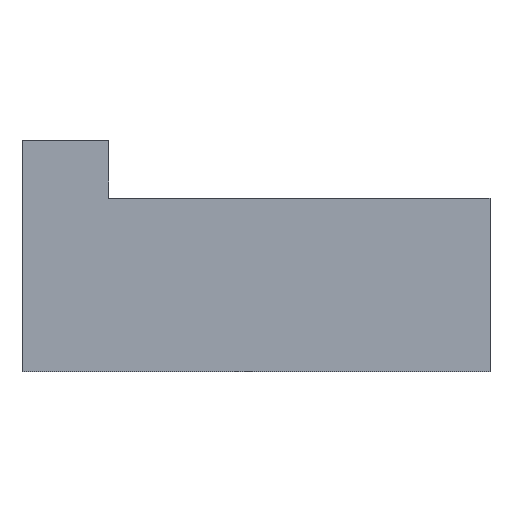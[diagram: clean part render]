
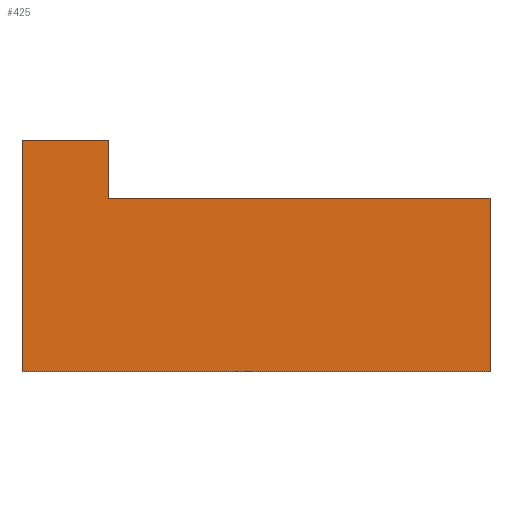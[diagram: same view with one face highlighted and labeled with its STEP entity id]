
A CAD part, front view. The second image highlights one B-rep face of the part: STEP entity #425.
In plain terms, the highlighted planar face has unit normal (0, -1, 0).
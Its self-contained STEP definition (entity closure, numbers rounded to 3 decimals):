
#44=PLANE('',#486);
#69=FACE_OUTER_BOUND('',#110,.T.);
#110=EDGE_LOOP('',(#384,#385,#386,#387,#388,#389));
#126=LINE('',#698,#157);
#129=LINE('',#704,#160);
#132=LINE('',#710,#163);
#135=LINE('',#716,#166);
#138=LINE('',#722,#169);
#141=LINE('',#726,#172);
#157=VECTOR('',#584,10.);
#160=VECTOR('',#589,10.);
#163=VECTOR('',#594,10.);
#166=VECTOR('',#599,10.);
#169=VECTOR('',#604,10.);
#172=VECTOR('',#609,10.);
#221=VERTEX_POINT('',#695);
#222=VERTEX_POINT('',#697);
#224=VERTEX_POINT('',#703);
#226=VERTEX_POINT('',#709);
#228=VERTEX_POINT('',#715);
#230=VERTEX_POINT('',#721);
#268=EDGE_CURVE('',#222,#221,#126,.T.);
#271=EDGE_CURVE('',#224,#222,#129,.T.);
#274=EDGE_CURVE('',#226,#224,#132,.T.);
#277=EDGE_CURVE('',#228,#226,#135,.T.);
#280=EDGE_CURVE('',#230,#228,#138,.T.);
#283=EDGE_CURVE('',#221,#230,#141,.T.);
#384=ORIENTED_EDGE('',*,*,#283,.T.);
#385=ORIENTED_EDGE('',*,*,#280,.T.);
#386=ORIENTED_EDGE('',*,*,#277,.T.);
#387=ORIENTED_EDGE('',*,*,#274,.T.);
#388=ORIENTED_EDGE('',*,*,#271,.T.);
#389=ORIENTED_EDGE('',*,*,#268,.T.);
#425=ADVANCED_FACE('',(#69),#44,.T.);
#486=AXIS2_PLACEMENT_3D('',#728,#612,#613);
#584=DIRECTION('',(1.,0.,0.));
#589=DIRECTION('',(0.,0.,-1.));
#594=DIRECTION('',(-1.,0.,0.));
#599=DIRECTION('',(0.,0.,1.));
#604=DIRECTION('',(-1.,0.,0.));
#609=DIRECTION('',(0.,0.,1.));
#612=DIRECTION('center_axis',(0.,-1.,0.));
#613=DIRECTION('ref_axis',(0.,0.,-1.));
#695=CARTESIAN_POINT('',(-50.,-17.,50.));
#697=CARTESIAN_POINT('',(-131.,-17.,50.));
#698=CARTESIAN_POINT('',(-50.,-17.,50.));
#703=CARTESIAN_POINT('',(-131.,-17.,90.));
#704=CARTESIAN_POINT('',(-131.,-17.,50.));
#709=CARTESIAN_POINT('',(-116.,-17.,90.));
#710=CARTESIAN_POINT('',(-131.,-17.,90.));
#715=CARTESIAN_POINT('',(-116.,-17.,80.));
#716=CARTESIAN_POINT('',(-116.,-17.,90.));
#721=CARTESIAN_POINT('',(-50.,-17.,80.));
#722=CARTESIAN_POINT('',(-116.,-17.,80.));
#726=CARTESIAN_POINT('',(-50.,-17.,80.));
#728=CARTESIAN_POINT('Origin',(-90.5,-17.,70.));
